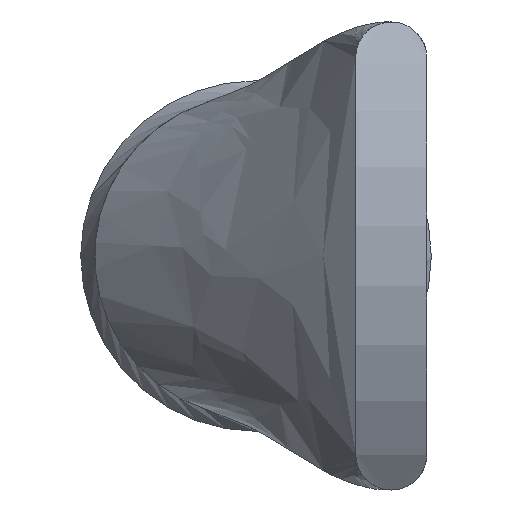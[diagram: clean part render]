
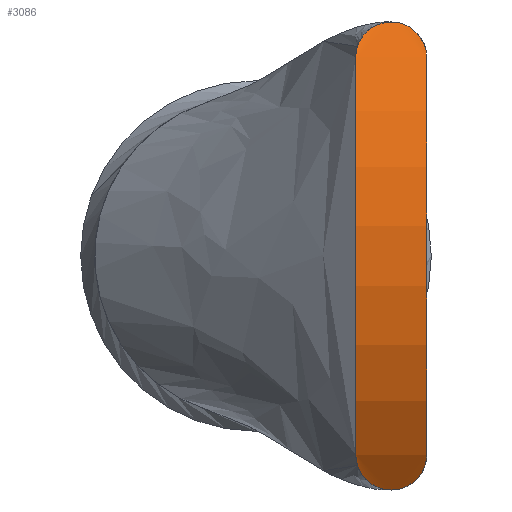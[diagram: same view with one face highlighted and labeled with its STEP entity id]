
A CAD part, left-side view. The second image highlights one B-rep face of the part: STEP entity #3086.
In plain terms, the highlighted cylindrical face has radius 13.644 mm (diameter 27.289 mm), a partial arc.
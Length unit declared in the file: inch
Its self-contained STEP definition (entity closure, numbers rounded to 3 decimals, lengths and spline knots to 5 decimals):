
#102 = CARTESIAN_POINT ( 'NONE',  ( -0.31787, 0.04555, -0.30084 ) ) ;
#244 = CARTESIAN_POINT ( 'NONE',  ( -0.31215, 0.04111, 0.30917 ) ) ;
#290 = CARTESIAN_POINT ( 'NONE',  ( -0.30714, -0.03472, 0.31613 ) ) ;
#355 = CARTESIAN_POINT ( 'NONE',  ( -0.33125, -0.05, -0.28 ) ) ;
#418 = CARTESIAN_POINT ( 'NONE',  ( -0.29669, -0.0036, -0.33 ) ) ;
#422 = AXIS2_PLACEMENT_3D ( 'NONE', #3004, #2322, #617 ) ;
#435 = CARTESIAN_POINT ( 'NONE',  ( -0.33125, 0.05, -0.28 ) ) ;
#459 = ORIENTED_EDGE ( 'NONE', *, *, #1981, .T. ) ;
#482 = CARTESIAN_POINT ( 'NONE',  ( 0.12718, 0.05, 0. ) ) ;
#566 = CARTESIAN_POINT ( 'NONE',  ( -0.29817, 0.01414, 0.32809 ) ) ;
#590 = CARTESIAN_POINT ( 'NONE',  ( -0.31231, -0.04092, 0.3089 ) ) ;
#609 = CARTESIAN_POINT ( 'NONE',  ( -0.33125, -0.05, 0.28 ) ) ;
#614 = AXIS2_PLACEMENT_3D ( 'NONE', #482, #2470, #3795 ) ;
#617 = DIRECTION ( 'NONE',  ( 0., 0., -1. ) ) ;
#633 = CARTESIAN_POINT ( 'NONE',  ( -0.30133, -0.02409, 0.32395 ) ) ;
#697 = CARTESIAN_POINT ( 'NONE',  ( -0.29818, -0.01421, -0.32807 ) ) ;
#718 = CARTESIAN_POINT ( 'NONE',  ( -0.30541, -0.03249, -0.31853 ) ) ;
#757 = CARTESIAN_POINT ( 'NONE',  ( -0.32748, -0.05, -0.28618 ) ) ;
#815 = ORIENTED_EDGE ( 'NONE', *, *, #2012, .T. ) ;
#857 = CARTESIAN_POINT ( 'NONE',  ( -0.33125, 0.05, 0.28 ) ) ;
#953 = CARTESIAN_POINT ( 'NONE',  ( -0.31788, -0.04556, 0.30082 ) ) ;
#977 = CARTESIAN_POINT ( 'NONE',  ( -0.30259, 0.02689, -0.32229 ) ) ;
#1014 = VERTEX_POINT ( 'NONE', #1208 ) ;
#1194 = VERTEX_POINT ( 'NONE', #857 ) ;
#1208 = CARTESIAN_POINT ( 'NONE',  ( -0.33125, -0.05, 0.28 ) ) ;
#1218 = CARTESIAN_POINT ( 'NONE',  ( -0.30539, 0.03246, 0.31856 ) ) ;
#1261 = CARTESIAN_POINT ( 'NONE',  ( -0.32363, -0.0486, 0.29214 ) ) ;
#1306 = CARTESIAN_POINT ( 'NONE',  ( -0.30553, 0.03229, -0.31832 ) ) ;
#1320 = CIRCLE ( 'NONE', #422, 0.53718 ) ;
#1380 = CIRCLE ( 'NONE', #1446, 0.53718 ) ;
#1428 = CARTESIAN_POINT ( 'NONE',  ( -0.31598, 0.04418, -0.30362 ) ) ;
#1446 = AXIS2_PLACEMENT_3D ( 'NONE', #3102, #1474, #2814 ) ;
#1474 = DIRECTION ( 'NONE',  ( 0., -1., 0. ) ) ;
#1590 = CARTESIAN_POINT ( 'NONE',  ( -0.32745, -0.04971, 0.28617 ) ) ;
#1614 = CARTESIAN_POINT ( 'NONE',  ( -0.29823, -0.01444, 0.32801 ) ) ;
#1633 = CARTESIAN_POINT ( 'NONE',  ( -0.32747, 0.05, 0.28619 ) ) ;
#1654 = CARTESIAN_POINT ( 'NONE',  ( -0.29701, -0.00737, 0.32959 ) ) ;
#1697 = CARTESIAN_POINT ( 'NONE',  ( -0.297, -0.00725, -0.3296 ) ) ;
#1755 = CARTESIAN_POINT ( 'NONE',  ( -0.32937, 0.05, -0.28309 ) ) ;
#1869 = FACE_OUTER_BOUND ( 'NONE', #3984, .T. ) ;
#1893 = CARTESIAN_POINT ( 'NONE',  ( -0.29906, 0.01758, 0.32693 ) ) ;
#1939 = CARTESIAN_POINT ( 'NONE',  ( -0.29699, 0.00717, 0.32961 ) ) ;
#1980 = CARTESIAN_POINT ( 'NONE',  ( -0.29669, 0.0036, -0.33 ) ) ;
#1981 = EDGE_CURVE ( 'NONE', #3455, #2170, #3981, .T. ) ;
#2012 = EDGE_CURVE ( 'NONE', #1014, #1194, #2761, .T. ) ;
#2022 = CARTESIAN_POINT ( 'NONE',  ( -0.32362, 0.0486, -0.29215 ) ) ;
#2066 = CARTESIAN_POINT ( 'NONE',  ( -0.29669, 0., -0.33 ) ) ;
#2170 = VERTEX_POINT ( 'NONE', #2066 ) ;
#2226 = CARTESIAN_POINT ( 'NONE',  ( -0.29668, 0.00351, 0.33001 ) ) ;
#2228 = EDGE_CURVE ( 'NONE', #2170, #3991, #4136, .T. ) ;
#2269 = CARTESIAN_POINT ( 'NONE',  ( -0.32937, -0.05, 0.28309 ) ) ;
#2291 = CARTESIAN_POINT ( 'NONE',  ( -0.31058, -0.03908, 0.31135 ) ) ;
#2322 = DIRECTION ( 'NONE',  ( 0., -1., 0. ) ) ;
#2383 = CARTESIAN_POINT ( 'NONE',  ( -0.29669, 0., -0.33 ) ) ;
#2470 = DIRECTION ( 'NONE',  ( 0., -1., 0. ) ) ;
#2535 = CYLINDRICAL_SURFACE ( 'NONE', #614, 0.53718 ) ;
#2558 = CARTESIAN_POINT ( 'NONE',  ( -0.32173, -0.04778, 0.29505 ) ) ;
#2636 = EDGE_CURVE ( 'NONE', #1194, #3455, #1380, .T. ) ;
#2651 = CARTESIAN_POINT ( 'NONE',  ( -0.29909, -0.01771, 0.32689 ) ) ;
#2761 = B_SPLINE_CURVE_WITH_KNOTS ( 'NONE', 3,
 ( #609, #2269, #1590, #1261, #2558, #953, #3978, #590, #2291, #290, #2909, #3909, #633, #2651, #1614, #1654, #3330, #2226, #1939, #566, #1893, #4244, #1218, #244, #2934, #3308, #1633, #3577 ),
 .UNSPECIFIED., .F., .F.,
 ( 4, 2, 2, 2, 2, 2, 2, 2, 2, 2, 2, 2, 2, 4 ),
 ( 0., 0.0625, 0.125, 0.1875, 0.25, 0.3125, 0.375, 0.4375, 0.5, 0.5625, 0.625, 0.75, 0.875, 1. ),
 .UNSPECIFIED. ) ;
#2770 = CARTESIAN_POINT ( 'NONE',  ( -0.31229, 0.0409, -0.30893 ) ) ;
#2814 = DIRECTION ( 'NONE',  ( 0., 0., -1. ) ) ;
#2877 = ORIENTED_EDGE ( 'NONE', *, *, #2228, .T. ) ;
#2909 = CARTESIAN_POINT ( 'NONE',  ( -0.30555, -0.03233, 0.31829 ) ) ;
#2934 = CARTESIAN_POINT ( 'NONE',  ( -0.31595, 0.04444, 0.30371 ) ) ;
#2939 = CARTESIAN_POINT ( 'NONE',  ( -0.33125, -0.05, -0.28 ) ) ;
#2953 = CARTESIAN_POINT ( 'NONE',  ( -0.29908, 0.01765, -0.32691 ) ) ;
#3004 = CARTESIAN_POINT ( 'NONE',  ( 0.12718, -0.05, 0. ) ) ;
#3032 = CARTESIAN_POINT ( 'NONE',  ( -0.33125, 0.05, -0.28 ) ) ;
#3081 = CARTESIAN_POINT ( 'NONE',  ( -0.31597, -0.04446, -0.30369 ) ) ;
#3086 = ADVANCED_FACE ( 'NONE', ( #1869 ), #2535, .T. ) ;
#3099 = CARTESIAN_POINT ( 'NONE',  ( -0.32172, 0.04778, -0.29506 ) ) ;
#3102 = CARTESIAN_POINT ( 'NONE',  ( 0.12718, 0.05, 0. ) ) ;
#3239 = CARTESIAN_POINT ( 'NONE',  ( -0.29669, 0., -0.33 ) ) ;
#3286 = CARTESIAN_POINT ( 'NONE',  ( -0.297, 0.00729, -0.3296 ) ) ;
#3308 = CARTESIAN_POINT ( 'NONE',  ( -0.32359, 0.04886, 0.29226 ) ) ;
#3330 = CARTESIAN_POINT ( 'NONE',  ( -0.29669, -0.00368, 0.32999 ) ) ;
#3350 = CARTESIAN_POINT ( 'NONE',  ( -0.30232, -0.02697, -0.32265 ) ) ;
#3368 = CARTESIAN_POINT ( 'NONE',  ( -0.30712, 0.03469, -0.31616 ) ) ;
#3393 = CARTESIAN_POINT ( 'NONE',  ( -0.31217, -0.04112, -0.30915 ) ) ;
#3455 = VERTEX_POINT ( 'NONE', #3032 ) ;
#3577 = CARTESIAN_POINT ( 'NONE',  ( -0.33125, 0.05, 0.28 ) ) ;
#3702 = CARTESIAN_POINT ( 'NONE',  ( -0.32744, 0.04971, -0.28617 ) ) ;
#3752 = EDGE_CURVE ( 'NONE', #1014, #3991, #1320, .T. ) ;
#3795 = DIRECTION ( 'NONE',  ( 0., 0., -1. ) ) ;
#3909 = CARTESIAN_POINT ( 'NONE',  ( -0.30261, -0.02693, 0.32226 ) ) ;
#3978 = CARTESIAN_POINT ( 'NONE',  ( -0.31599, -0.04419, 0.3036 ) ) ;
#3981 = B_SPLINE_CURVE_WITH_KNOTS ( 'NONE', 3,
 ( #435, #1755, #3702, #2022, #3099, #102, #1428, #2770, #4124, #3368, #1306, #977, #4312, #2953, #4002, #3286, #1980, #3239 ),
 .UNSPECIFIED., .F., .F.,
 ( 4, 2, 2, 2, 2, 2, 2, 2, 4 ),
 ( 0., 0.06256, 0.12512, 0.18769, 0.25025, 0.31281, 0.37537, 0.43793, 0.50049 ),
 .UNSPECIFIED. ) ;
#3984 = EDGE_LOOP ( 'NONE', ( #4108, #459, #2877, #4210, #815 ) ) ;
#3991 = VERTEX_POINT ( 'NONE', #2939 ) ;
#4002 = CARTESIAN_POINT ( 'NONE',  ( -0.29822, 0.01437, -0.32803 ) ) ;
#4107 = CARTESIAN_POINT ( 'NONE',  ( -0.3236, -0.04886, -0.29225 ) ) ;
#4108 = ORIENTED_EDGE ( 'NONE', *, *, #2636, .T. ) ;
#4124 = CARTESIAN_POINT ( 'NONE',  ( -0.31056, 0.03906, -0.31138 ) ) ;
#4136 = B_SPLINE_CURVE_WITH_KNOTS ( 'NONE', 3,
 ( #2383, #418, #1697, #697, #4356, #3350, #718, #3393, #3081, #4107, #757, #355 ),
 .UNSPECIFIED., .F., .F.,
 ( 4, 2, 2, 2, 2, 4 ),
 ( 0.50049, 0.56293, 0.62537, 0.75025, 0.87512, 1. ),
 .UNSPECIFIED. ) ;
#4210 = ORIENTED_EDGE ( 'NONE', *, *, #3752, .F. ) ;
#4244 = CARTESIAN_POINT ( 'NONE',  ( -0.3023, 0.02693, 0.32268 ) ) ;
#4312 = CARTESIAN_POINT ( 'NONE',  ( -0.30131, 0.02404, -0.32398 ) ) ;
#4356 = CARTESIAN_POINT ( 'NONE',  ( -0.29908, -0.01764, -0.32691 ) ) ;
